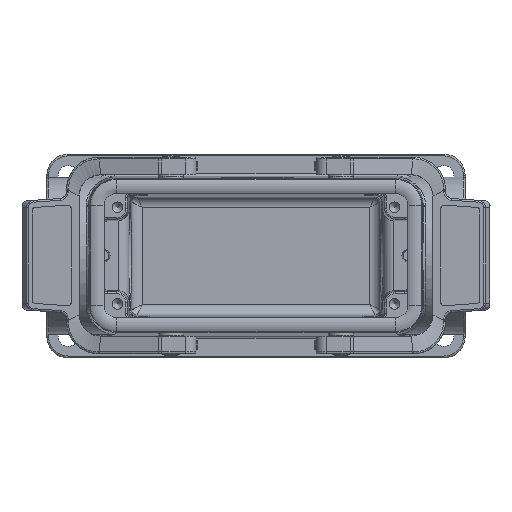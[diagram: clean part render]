
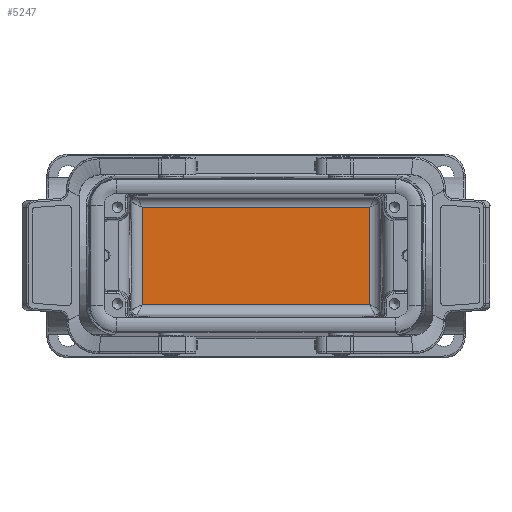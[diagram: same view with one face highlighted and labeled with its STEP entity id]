
A CAD part, top view. The second image highlights one B-rep face of the part: STEP entity #5247.
In plain terms, the highlighted planar face has unit normal (0, 0, 1).
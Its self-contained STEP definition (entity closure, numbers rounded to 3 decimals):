
#4870=PLANE('',#20397);
#5247=ADVANCED_FACE('',(#6193),#4870,.F.);
#6193=FACE_OUTER_BOUND('',#6856,.T.);
#6856=EDGE_LOOP('',(#8471,#8472,#8473,#8474));
#8471=ORIENTED_EDGE('',*,*,#12531,.T.);
#8472=ORIENTED_EDGE('',*,*,#12532,.T.);
#8473=ORIENTED_EDGE('',*,*,#12533,.T.);
#8474=ORIENTED_EDGE('',*,*,#12534,.T.);
#11307=VERTEX_POINT('',#29712);
#11308=VERTEX_POINT('',#29713);
#11309=VERTEX_POINT('',#29715);
#11310=VERTEX_POINT('',#29717);
#12531=EDGE_CURVE('',#11307,#11308,#16515,.T.);
#12532=EDGE_CURVE('',#11308,#11309,#16516,.T.);
#12533=EDGE_CURVE('',#11309,#11310,#16517,.T.);
#12534=EDGE_CURVE('',#11310,#11307,#16518,.T.);
#16515=LINE('',#29711,#17616);
#16516=LINE('',#29714,#17617);
#16517=LINE('',#29716,#17618);
#16518=LINE('',#29718,#17619);
#17616=VECTOR('',#22413,1.);
#17617=VECTOR('',#22414,1.);
#17618=VECTOR('',#22415,1.);
#17619=VECTOR('',#22416,1.);
#20397=AXIS2_PLACEMENT_3D('',#29719,#22417,#22418);
#22413=DIRECTION('',(1.,0.,0.));
#22414=DIRECTION('',(0.,1.,0.));
#22415=DIRECTION('',(-1.,0.,0.));
#22416=DIRECTION('',(0.,-1.,0.));
#22417=DIRECTION('',(0.,0.,-1.));
#22418=DIRECTION('',(-1.,0.,0.));
#29711=CARTESIAN_POINT('',(34.75,-13.567,-65.25));
#29712=CARTESIAN_POINT('',(-31.804,-13.567,-65.25));
#29713=CARTESIAN_POINT('',(31.804,-13.567,-65.25));
#29714=CARTESIAN_POINT('',(31.804,15.,-65.25));
#29715=CARTESIAN_POINT('',(31.804,13.567,-65.25));
#29716=CARTESIAN_POINT('',(34.75,13.567,-65.25));
#29717=CARTESIAN_POINT('',(-31.804,13.567,-65.25));
#29718=CARTESIAN_POINT('',(-31.804,-15.,-65.25));
#29719=CARTESIAN_POINT('',(34.75,-17.75,-65.25));
